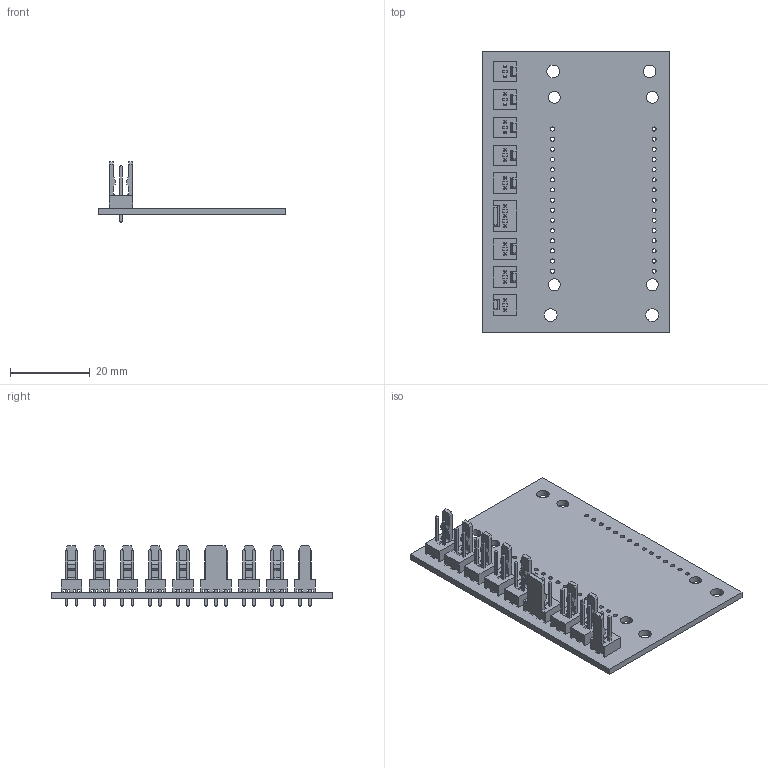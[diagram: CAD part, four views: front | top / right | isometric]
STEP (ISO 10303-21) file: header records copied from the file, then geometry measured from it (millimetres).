
FILE_DESCRIPTION(('KiCad electronic assembly'),'2;1');
FILE_NAME('ESP32.step','2022-10-20T14:22:03',('An Author'),('A Company') ,'Open CASCADE STEP processor 7.5','KiCad to STEP converter','Unknown' );
FILE_SCHEMA(('AUTOMOTIVE_DESIGN { 1 0 10303 214 1 1 1 1 }'));
Length unit declared in the file: millimetre
Products named in the file (6): Open CASCADE STEP translator 7.5 1; Molex_KK-254_AE-6410-02A_1x02_P2.54mm_Vertical; SOLID; Molex_KK-254_AE-6410-03A_1x03_P2.54mm_Vertical; COMPOUND
Assembly tree (12 placements, depth 3):
  Open CASCADE STEP translator 7.5 1
    Molex_KK-254_AE-6410-02A_1x02_P2.54mm_Vertical  x8
      SOLID
    Molex_KK-254_AE-6410-03A_1x03_P2.54mm_Vertical
      SOLID
    COMPOUND
Bounding box: 46.99 x 70.48 x 15.26 mm (x, y, z)
Volume: 6221.6 mm3; surface area: 9720.5 mm2
Topology: 10 solids, 10 shells, 675 faces, 1699 edges, 1082 vertices
Faces by surface type: plane 609, cylinder 66
Full cylindrical faces by diameter (mm): 1.02 x30, 1.19 x19, 3 x4, 3.2 x4
Entity records: 15945 total; most frequent: CARTESIAN_POINT 3013, DIRECTION 2184, LINE 1480, VECTOR 1480, ORIENTED_EDGE 1144, PCURVE 1144, DEFINITIONAL_REPRESENTATION 1144, EDGE_CURVE 572
